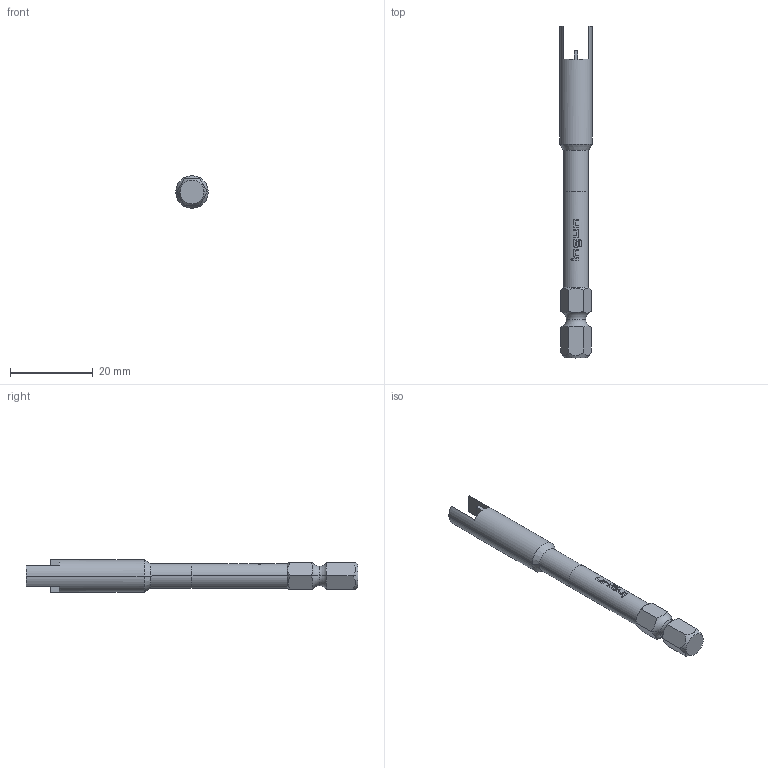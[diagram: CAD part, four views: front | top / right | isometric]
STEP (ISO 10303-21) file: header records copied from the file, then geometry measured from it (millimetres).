
FILE_DESCRIPTION (( 'STEP AP203' ), '1' );
FILE_NAME ('INGUN_BIT-VKF-618_10_M.STEP', '2025-11-13T12:35:17', ( '' ), ( '' ), 'SwSTEP 2.0', 'SolidWorks 2023', '' );
FILE_SCHEMA (( 'CONFIG_CONTROL_DESIGN' ));
Length unit declared in the file: millimetre
Products named in the file (1): INGUN_BIT-VKF-618_10_M
Bounding box: 7.8 x 80 x 7.8 mm (x, y, z)
Volume: 2571 mm3; surface area: 1801.6 mm2
Topology: 1 solids, 1 shells, 109 faces, 284 edges, 183 vertices
Faces by surface type: plane 62, bspline 22, cylinder 12, cone 9, torus 4
Entity records: 3890 total; most frequent: CARTESIAN_POINT 1369, ORIENTED_EDGE 568, DIRECTION 415, EDGE_CURVE 284, VERTEX_POINT 183, AXIS2_PLACEMENT_3D 157, EDGE_LOOP 115, B_SPLINE_CURVE_WITH_KNOTS 114
